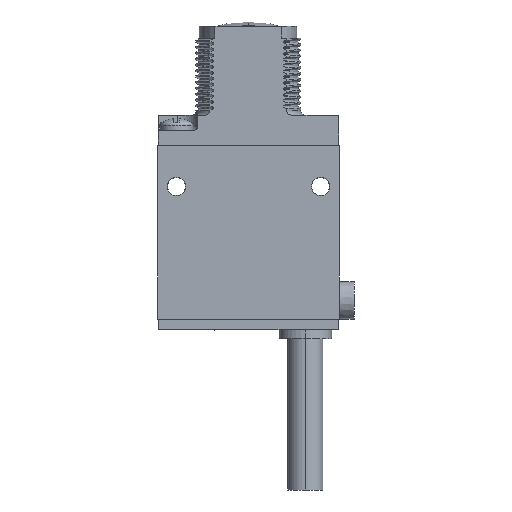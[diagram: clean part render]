
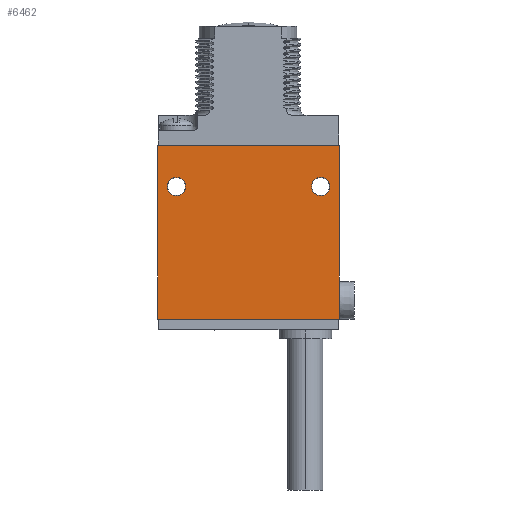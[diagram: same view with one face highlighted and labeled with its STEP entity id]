
A CAD part, left-side view. The second image highlights one B-rep face of the part: STEP entity #6462.
In plain terms, the highlighted planar face has unit normal (-1, 0, 0).
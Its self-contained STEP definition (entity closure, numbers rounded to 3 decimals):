
#1=DIRECTION('',(0.,-1.,0.));
#2=VECTOR('',#1,0.127);
#3=CARTESIAN_POINT('',(-6.02,0.127,0.));
#4=LINE('',#3,#2);
#5=DIRECTION('',(0.,0.,-1.));
#6=VECTOR('',#5,29.464);
#7=CARTESIAN_POINT('',(-6.02,0.,0.));
#8=LINE('',#7,#6);
#9=DIRECTION('',(0.,1.,0.));
#10=VECTOR('',#9,30.785);
#11=CARTESIAN_POINT('',(-6.02,0.,-29.464));
#12=LINE('',#11,#10);
#13=DIRECTION('',(0.,0.,1.));
#14=VECTOR('',#13,29.464);
#15=CARTESIAN_POINT('',(-6.02,30.785,-29.464));
#16=LINE('',#15,#14);
#17=DIRECTION('',(0.,-1.,0.));
#18=VECTOR('',#17,0.076);
#19=CARTESIAN_POINT('',(-6.02,30.785,0.));
#20=LINE('',#19,#18);
#21=DIRECTION('',(0.,1.,0.));
#22=VECTOR('',#21,30.582);
#23=CARTESIAN_POINT('',(-6.02,0.127,0.));
#24=LINE('',#23,#22);
#25=CARTESIAN_POINT('',(-6.02,27.61,-6.985));
#26=DIRECTION('',(1.,0.,0.));
#27=DIRECTION('',(0.,0.,-1.));
#28=AXIS2_PLACEMENT_3D('',#25,#26,#27);
#30=CARTESIAN_POINT('',(-6.02,27.61,-6.985));
#31=DIRECTION('',(1.,0.,0.));
#32=DIRECTION('',(0.,0.,1.));
#33=AXIS2_PLACEMENT_3D('',#30,#31,#32);
#35=CARTESIAN_POINT('',(-6.02,3.175,-6.985));
#36=DIRECTION('',(1.,0.,0.));
#37=DIRECTION('',(0.,0.,-1.));
#38=AXIS2_PLACEMENT_3D('',#35,#36,#37);
#40=CARTESIAN_POINT('',(-6.02,3.175,-6.985));
#41=DIRECTION('',(1.,0.,0.));
#42=DIRECTION('',(0.,0.,1.));
#43=AXIS2_PLACEMENT_3D('',#40,#41,#42);
#5720=CARTESIAN_POINT('',(-6.02,0.,0.));
#5721=CARTESIAN_POINT('',(-6.02,0.,-29.464));
#5722=VERTEX_POINT('',#5720);
#5723=VERTEX_POINT('',#5721);
#5724=CARTESIAN_POINT('',(-6.02,30.785,-29.464));
#5725=VERTEX_POINT('',#5724);
#5726=CARTESIAN_POINT('',(-6.02,30.785,0.));
#5727=VERTEX_POINT('',#5726);
#5736=CARTESIAN_POINT('',(-6.02,27.61,-8.535));
#5737=CARTESIAN_POINT('',(-6.02,27.61,-5.435));
#5738=VERTEX_POINT('',#5736);
#5739=VERTEX_POINT('',#5737);
#5740=CARTESIAN_POINT('',(-6.02,3.175,-8.535));
#5741=CARTESIAN_POINT('',(-6.02,3.175,-5.435));
#5742=VERTEX_POINT('',#5740);
#5743=VERTEX_POINT('',#5741);
#6237=CARTESIAN_POINT('',(-6.02,0.127,0.));
#6238=CARTESIAN_POINT('',(-6.02,30.709,0.));
#6239=VERTEX_POINT('',#6237);
#6240=VERTEX_POINT('',#6238);
#6431=CARTESIAN_POINT('',(-6.02,0.,0.));
#6432=DIRECTION('',(1.,0.,0.));
#6433=DIRECTION('',(0.,0.,-1.));
#6434=AXIS2_PLACEMENT_3D('',#6431,#6432,#6433);
#6435=PLANE('',#6434);
#6437=ORIENTED_EDGE('',*,*,#6436,.T.);
#6439=ORIENTED_EDGE('',*,*,#6438,.T.);
#6441=ORIENTED_EDGE('',*,*,#6440,.T.);
#6443=ORIENTED_EDGE('',*,*,#6442,.T.);
#6445=ORIENTED_EDGE('',*,*,#6444,.T.);
#6447=ORIENTED_EDGE('',*,*,#6446,.F.);
#6448=EDGE_LOOP('',(#6437,#6439,#6441,#6443,#6445,#6447));
#6449=FACE_OUTER_BOUND('',#6448,.F.);
#6451=ORIENTED_EDGE('',*,*,#6450,.F.);
#6453=ORIENTED_EDGE('',*,*,#6452,.F.);
#6454=EDGE_LOOP('',(#6451,#6453));
#6455=FACE_BOUND('',#6454,.F.);
#6457=ORIENTED_EDGE('',*,*,#6456,.F.);
#6459=ORIENTED_EDGE('',*,*,#6458,.F.);
#6460=EDGE_LOOP('',(#6457,#6459));
#6461=FACE_BOUND('',#6460,.F.);
#6462=ADVANCED_FACE('',(#6449,#6455,#6461),#6435,.F.);
#29=CIRCLE('',#28,1.55);
#34=CIRCLE('',#33,1.55);
#39=CIRCLE('',#38,1.55);
#44=CIRCLE('',#43,1.55);
#6436=EDGE_CURVE('',#6239,#5722,#4,.T.);
#6438=EDGE_CURVE('',#5722,#5723,#8,.T.);
#6440=EDGE_CURVE('',#5723,#5725,#12,.T.);
#6442=EDGE_CURVE('',#5725,#5727,#16,.T.);
#6444=EDGE_CURVE('',#5727,#6240,#20,.T.);
#6446=EDGE_CURVE('',#6239,#6240,#24,.T.);
#6450=EDGE_CURVE('',#5738,#5739,#29,.T.);
#6452=EDGE_CURVE('',#5739,#5738,#34,.T.);
#6456=EDGE_CURVE('',#5742,#5743,#39,.T.);
#6458=EDGE_CURVE('',#5743,#5742,#44,.T.);
